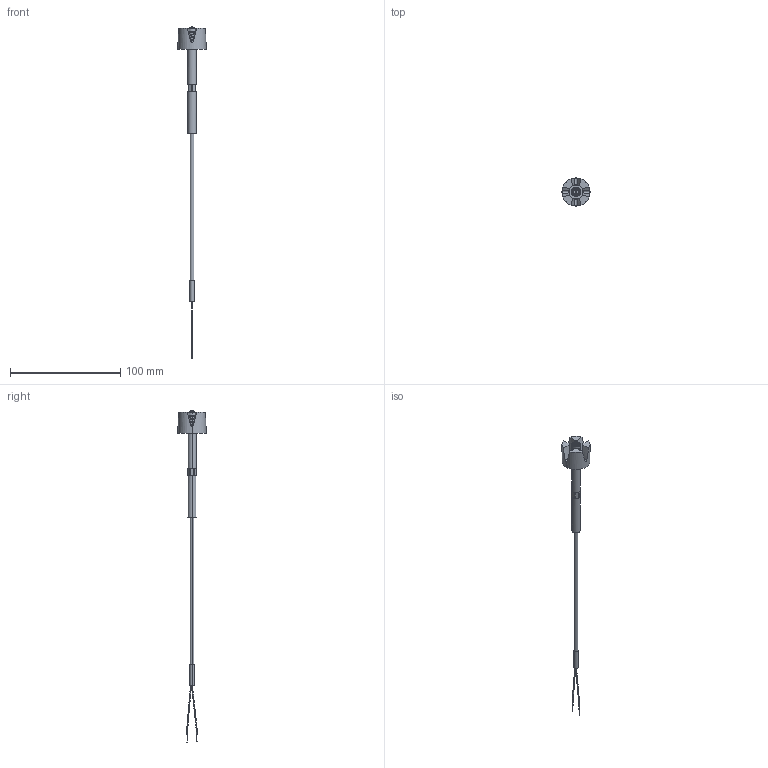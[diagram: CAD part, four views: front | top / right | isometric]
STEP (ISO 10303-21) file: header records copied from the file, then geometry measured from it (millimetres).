
FILE_DESCRIPTION (( 'STEP AP214' ), '1' );
FILE_NAME ('THMJ-M01L06-01.STEP', '2021-06-09T13:51:14', ( '' ), ( '' ), 'SwSTEP 2.0', 'SolidWorks 2017', '' );
FILE_SCHEMA (( 'AUTOMOTIVE_DESIGN' ));
Length unit declared in the file: inch
Products named in the file (1): THMJ-M01L06-01
Bounding box: 25.4 x 25.4 x 300.68 mm (x, y, z)
Volume: 12353.9 mm3; surface area: 8823.5 mm2
Topology: 8 solids, 8 shells, 114 faces, 263 edges, 173 vertices
Faces by surface type: plane 46, cylinder 36, bspline 32
Entity records: 7537 total; most frequent: CARTESIAN_POINT 3478, ORIENTED_EDGE 526, DIRECTION 448, EDGE_CURVE 263, AXIS2_PLACEMENT_3D 177, VERTEX_POINT 173, EDGE_LOOP 130, UNCERTAINTY_MEASURE_WITH_UNIT 124
